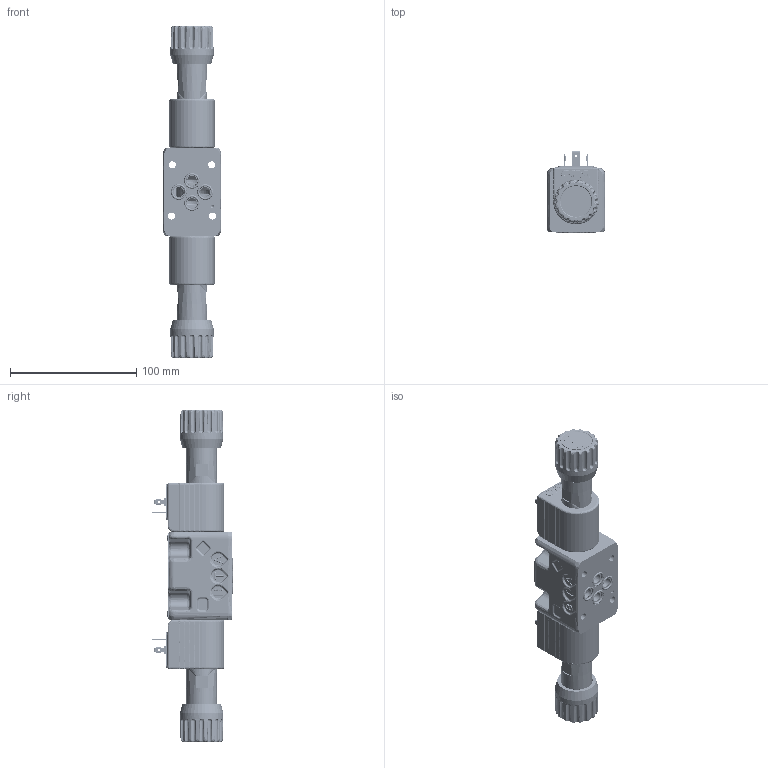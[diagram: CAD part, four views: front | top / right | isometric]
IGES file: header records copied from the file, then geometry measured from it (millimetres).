
Start section: SolidWorks IGES file using analytic representation for surfaces
Global section: file name: ADC3E--C-P21.igs; native system: SolidWorks 2014; preprocessor: SolidWorks 2014; author: serviziopdm; date: 151202.095022; units: millimetre
Bounding box: 46 x 64.16 x 262.5 mm (x, y, z)
Surface area: 86401.4 mm2 (no closed solid volume)
Topology: 0 solids, 0 shells, 4299 faces, 39439 edges, 39298 vertices
Faces by surface type: bspline 2999, revolution 1300
